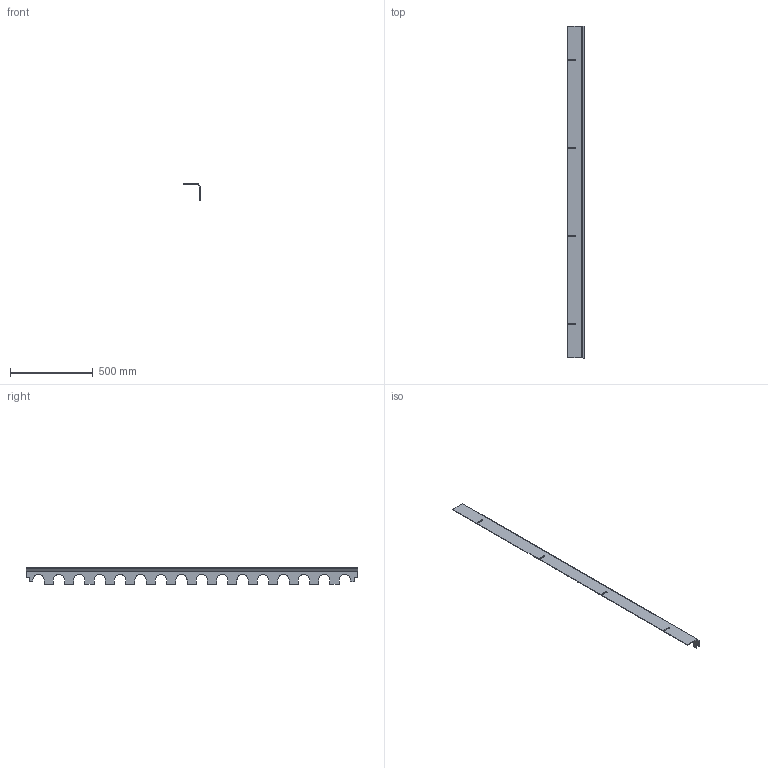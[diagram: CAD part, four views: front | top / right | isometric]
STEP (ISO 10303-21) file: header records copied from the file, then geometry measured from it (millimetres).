
FILE_DESCRIPTION(('CATIA V5 STEP Exchange'),'2;1');
FILE_NAME('Protection chaine.stp','2022-05-18T12:31:57+00:00',('none'),('none'),'CATIA Version 5 Release 19 GA (IN-10)','CATIA V5 STEP AP203','none');
FILE_SCHEMA(('CONFIG_CONTROL_DESIGN'));
Length unit declared in the file: millimetre
Products named in the file (1): Protection chaine
Bounding box: 100 x 2000 x 100 mm (x, y, z)
Volume: 939273.4 mm3; surface area: 644631.4 mm2
Topology: 1 solids, 1 shells, 98 faces, 288 edges, 192 vertices
Faces by surface type: plane 70, cylinder 28
Entity records: 3170 total; most frequent: ORIENTED_EDGE 576, CARTESIAN_POINT 563, DIRECTION 452, EDGE_CURVE 288, VECTOR 232, LINE 232, VERTEX_POINT 192, AXIS2_PLACEMENT_3D 139
